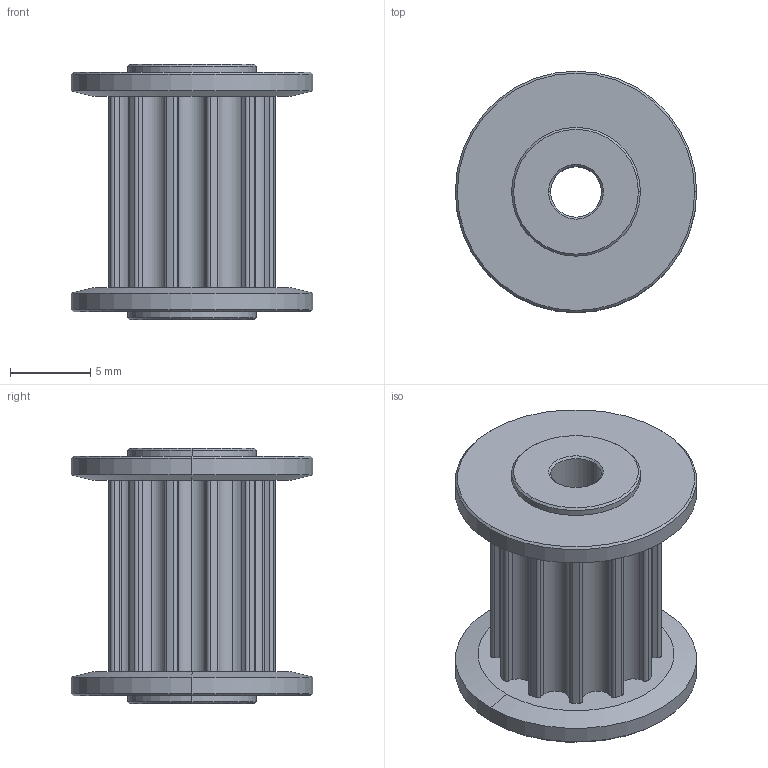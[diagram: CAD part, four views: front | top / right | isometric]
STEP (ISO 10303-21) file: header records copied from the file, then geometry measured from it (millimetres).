
FILE_DESCRIPTION (( 'STEP AP203' ), '1' );
FILE_NAME ('REV-21-1908.STEP', '2020-11-17T16:32:27', ( '' ), ( '' ), 'SwSTEP 2.0', 'SolidWorks 2019', '' );
FILE_SCHEMA (( 'CONFIG_CONTROL_DESIGN' ));
Length unit declared in the file: millimetre
Products named in the file (1): REV-21-1908
Bounding box: 15 x 15 x 15.88 mm (x, y, z)
Volume: 1239.3 mm3; surface area: 1381.9 mm2
Topology: 1 solids, 1 shells, 115 faces, 311 edges, 202 vertices
Faces by surface type: cylinder 93, cone 16, plane 6
Entity records: 3800 total; most frequent: DIRECTION 745, CARTESIAN_POINT 629, ORIENTED_EDGE 622, AXIS2_PLACEMENT_3D 318, EDGE_CURVE 311, CIRCLE 202, VERTEX_POINT 202, EDGE_LOOP 121
